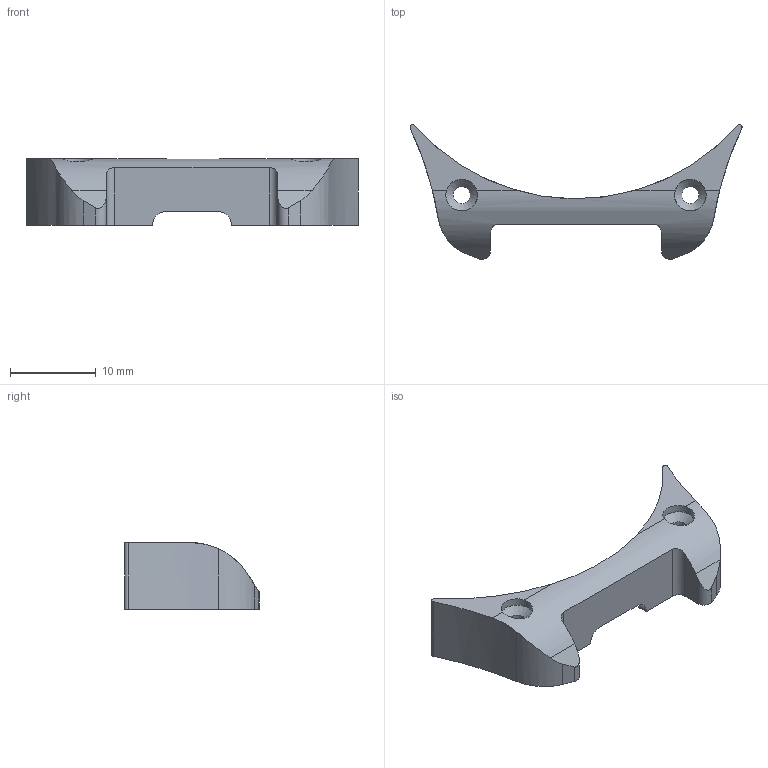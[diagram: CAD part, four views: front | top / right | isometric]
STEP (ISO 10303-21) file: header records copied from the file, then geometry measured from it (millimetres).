
FILE_DESCRIPTION(('STEP AP242'), '1');
FILE_NAME('GripNear', '', ('UNSPECIFIED'), ('UNSPECIFIED'), 'C3D Converter', 'C3D Toolkit', '');
FILE_SCHEMA(('AP242_MANAGED_MODEL_BASED_3D_ENGINEERING_MIM_LF { 1 0 10303 442 1 1 4 }'));
Length unit declared in the file: millimetre
Bounding box: 38.8 x 15.75 x 7.8 mm (x, y, z)
Volume: 896.5 mm3; surface area: 1288.7 mm2
Topology: 1 solids, 1 shells, 48 faces, 142 edges, 94 vertices
Faces by surface type: plane 24, cylinder 22, cone 2
Full cylindrical faces by diameter (mm): 2 x2, 3.7 x2
Entity records: 2073 total; most frequent: CARTESIAN_POINT 761, ORIENTED_EDGE 272, DIRECTION 260, EDGE_CURVE 136, VERTEX_POINT 94, AXIS2_PLACEMENT_3D 92, LINE 76, VECTOR 76
